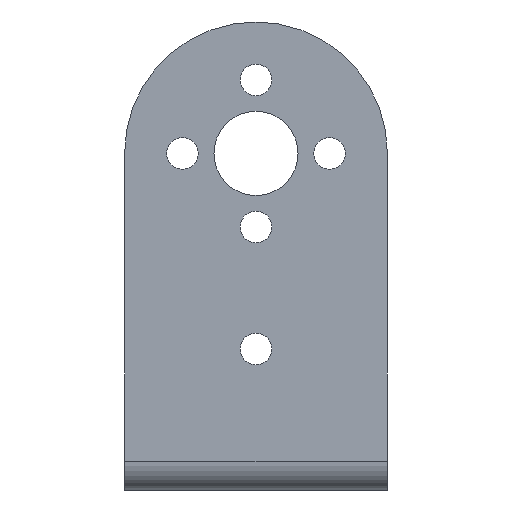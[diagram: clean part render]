
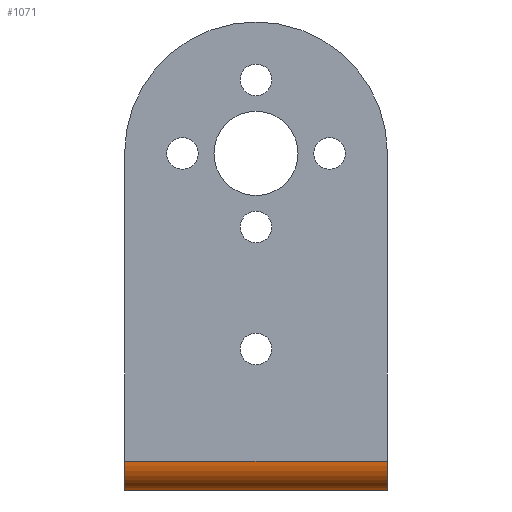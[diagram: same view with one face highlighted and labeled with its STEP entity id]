
A CAD part, left-side view. The second image highlights one B-rep face of the part: STEP entity #1071.
In plain terms, the highlighted cylindrical face has radius 2.737 mm (diameter 5.473 mm), a partial arc.
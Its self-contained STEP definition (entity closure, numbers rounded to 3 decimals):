
#56 = VERTEX_POINT ( 'NONE', #1435 ) ;
#61 = ORIENTED_EDGE ( 'NONE', *, *, #1495, .F. ) ;
#138 = ORIENTED_EDGE ( 'NONE', *, *, #177, .F. ) ;
#174 = EDGE_CURVE ( 'NONE', #1070, #1638, #1038, .T. ) ;
#177 = EDGE_CURVE ( 'NONE', #1638, #56, #389, .T. ) ;
#198 = VECTOR ( 'NONE', #688, 1000. ) ;
#225 = CARTESIAN_POINT ( 'NONE',  ( 1.737, -25., -2. ) ) ;
#230 = DIRECTION ( 'NONE',  ( 0., 1., 0. ) ) ;
#276 = CARTESIAN_POINT ( 'NONE',  ( 1.737, -25., 0.737 ) ) ;
#283 = EDGE_CURVE ( 'NONE', #56, #849, #719, .T. ) ;
#286 = CYLINDRICAL_SURFACE ( 'NONE', #620, 2.737 ) ;
#389 = LINE ( 'NONE', #1328, #198 ) ;
#453 = AXIS2_PLACEMENT_3D ( 'NONE', #531, #1809, #1171 ) ;
#479 = LINE ( 'NONE', #225, #1956 ) ;
#531 = CARTESIAN_POINT ( 'NONE',  ( 1.737, 0., 0.737 ) ) ;
#620 = AXIS2_PLACEMENT_3D ( 'NONE', #946, #1606, #1293 ) ;
#656 = FACE_OUTER_BOUND ( 'NONE', #1146, .T. ) ;
#688 = DIRECTION ( 'NONE',  ( 0., -1., 0. ) ) ;
#719 = CIRCLE ( 'NONE', #1039, 2.737 ) ;
#849 = VERTEX_POINT ( 'NONE', #1017 ) ;
#946 = CARTESIAN_POINT ( 'NONE',  ( 1.737, -25., 0.737 ) ) ;
#1017 = CARTESIAN_POINT ( 'NONE',  ( 1.737, -25., -2. ) ) ;
#1038 = CIRCLE ( 'NONE', #453, 2.737 ) ;
#1039 = AXIS2_PLACEMENT_3D ( 'NONE', #276, #1548, #1232 ) ;
#1070 = VERTEX_POINT ( 'NONE', #1462 ) ;
#1071 = ADVANCED_FACE ( 'NONE', ( #656 ), #286, .T. ) ;
#1146 = EDGE_LOOP ( 'NONE', ( #61, #1187, #138, #1470 ) ) ;
#1171 = DIRECTION ( 'NONE',  ( 1., 0., 0. ) ) ;
#1187 = ORIENTED_EDGE ( 'NONE', *, *, #283, .F. ) ;
#1232 = DIRECTION ( 'NONE',  ( 1., 0., 0. ) ) ;
#1293 = DIRECTION ( 'NONE',  ( -1., 0., 0. ) ) ;
#1328 = CARTESIAN_POINT ( 'NONE',  ( -1., 0., 0.737 ) ) ;
#1435 = CARTESIAN_POINT ( 'NONE',  ( -1., -25., 0.737 ) ) ;
#1462 = CARTESIAN_POINT ( 'NONE',  ( 1.737, 0., -2. ) ) ;
#1470 = ORIENTED_EDGE ( 'NONE', *, *, #174, .F. ) ;
#1495 = EDGE_CURVE ( 'NONE', #849, #1070, #479, .T. ) ;
#1548 = DIRECTION ( 'NONE',  ( 0., -1., 0. ) ) ;
#1606 = DIRECTION ( 'NONE',  ( 0., -1., 0. ) ) ;
#1638 = VERTEX_POINT ( 'NONE', #1697 ) ;
#1697 = CARTESIAN_POINT ( 'NONE',  ( -1., 0., 0.737 ) ) ;
#1809 = DIRECTION ( 'NONE',  ( 0., 1., 0. ) ) ;
#1956 = VECTOR ( 'NONE', #230, 1000. ) ;
